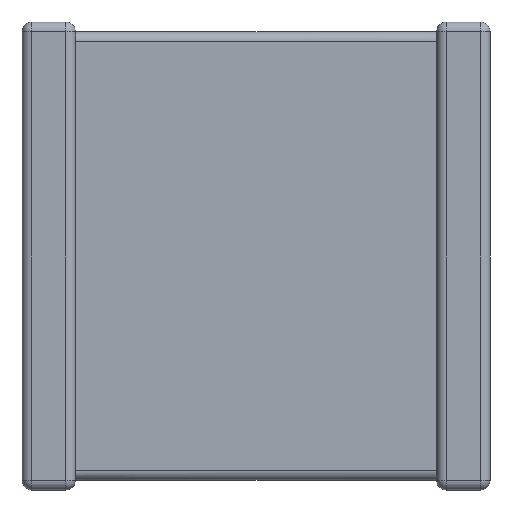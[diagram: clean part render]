
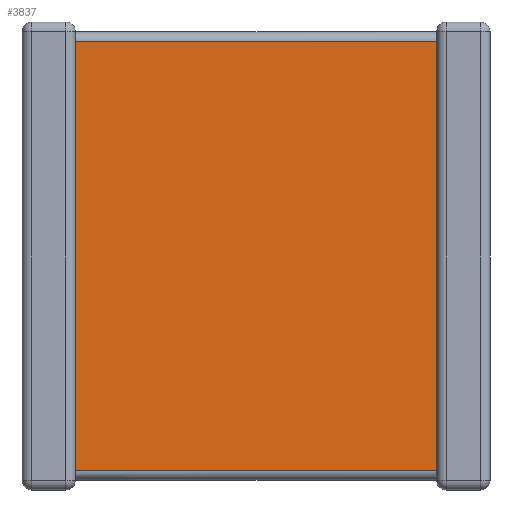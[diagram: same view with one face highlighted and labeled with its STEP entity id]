
A CAD part, front view. The second image highlights one B-rep face of the part: STEP entity #3837.
In plain terms, the highlighted planar face has unit normal (0, -1, 0).
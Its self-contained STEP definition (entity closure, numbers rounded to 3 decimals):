
#49 = EDGE_CURVE ( 'NONE', #1996, #992, #3682, .T. ) ;
#51 = DIRECTION ( 'NONE',  ( -1., 0., 0. ) ) ;
#146 = EDGE_CURVE ( 'NONE', #992, #3988, #742, .T. ) ;
#323 = DIRECTION ( 'NONE',  ( 0., 0., 1. ) ) ;
#388 = DIRECTION ( 'NONE',  ( 0., 0., 1. ) ) ;
#430 = CARTESIAN_POINT ( 'NONE',  ( 0.64, 0.116, -0.233 ) ) ;
#721 = VECTOR ( 'NONE', #388, 1000. ) ;
#742 = LINE ( 'NONE', #430, #1543 ) ;
#772 = VECTOR ( 'NONE', #323, 1000. ) ;
#787 = EDGE_CURVE ( 'NONE', #1493, #3988, #2785, .T. ) ;
#992 = VERTEX_POINT ( 'NONE', #1560 ) ;
#1493 = VERTEX_POINT ( 'NONE', #4029 ) ;
#1511 = FACE_OUTER_BOUND ( 'NONE', #2925, .T. ) ;
#1543 = VECTOR ( 'NONE', #51, 1000. ) ;
#1560 = CARTESIAN_POINT ( 'NONE',  ( 4.95, 0.116, -0.233 ) ) ;
#1578 = CARTESIAN_POINT ( 'NONE',  ( 4.95, 0.116, -5.357 ) ) ;
#1603 = DIRECTION ( 'NONE',  ( 1., 0., 0. ) ) ;
#1630 = ORIENTED_EDGE ( 'NONE', *, *, #787, .F. ) ;
#1655 = DIRECTION ( 'NONE',  ( 0., 0., -1. ) ) ;
#1827 = CARTESIAN_POINT ( 'NONE',  ( 4.95, 0.116, -5.59 ) ) ;
#1996 = VERTEX_POINT ( 'NONE', #2802 ) ;
#2064 = ORIENTED_EDGE ( 'NONE', *, *, #146, .T. ) ;
#2085 = CARTESIAN_POINT ( 'NONE',  ( 0.64, 0.116, -5.59 ) ) ;
#2257 = EDGE_CURVE ( 'NONE', #1493, #1996, #4413, .T. ) ;
#2639 = ORIENTED_EDGE ( 'NONE', *, *, #2257, .T. ) ;
#2698 = CARTESIAN_POINT ( 'NONE',  ( 0.64, 0.116, -5.59 ) ) ;
#2769 = VECTOR ( 'NONE', #1603, 1000. ) ;
#2785 = LINE ( 'NONE', #2085, #772 ) ;
#2802 = CARTESIAN_POINT ( 'NONE',  ( 4.95, 0.116, -5.357 ) ) ;
#2925 = EDGE_LOOP ( 'NONE', ( #1630, #2639, #4564, #2064 ) ) ;
#3447 = DIRECTION ( 'NONE',  ( 0., -1., 0. ) ) ;
#3682 = LINE ( 'NONE', #1827, #721 ) ;
#3837 = ADVANCED_FACE ( 'NONE', ( #1511 ), #4397, .T. ) ;
#3849 = AXIS2_PLACEMENT_3D ( 'NONE', #2698, #3447, #1655 ) ;
#3988 = VERTEX_POINT ( 'NONE', #4434 ) ;
#4029 = CARTESIAN_POINT ( 'NONE',  ( 0.64, 0.116, -5.357 ) ) ;
#4397 = PLANE ( 'NONE',  #3849 ) ;
#4413 = LINE ( 'NONE', #1578, #2769 ) ;
#4434 = CARTESIAN_POINT ( 'NONE',  ( 0.64, 0.116, -0.233 ) ) ;
#4564 = ORIENTED_EDGE ( 'NONE', *, *, #49, .T. ) ;
